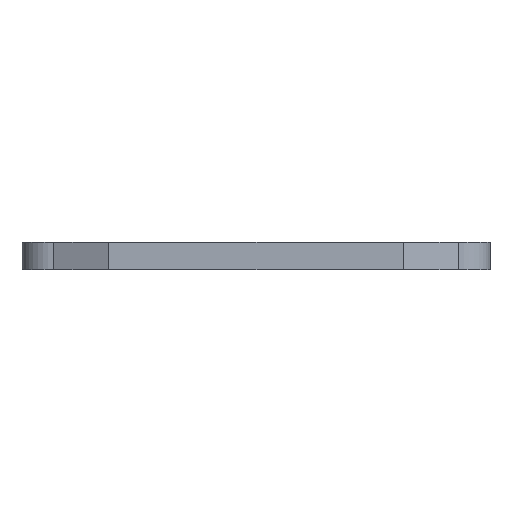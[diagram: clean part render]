
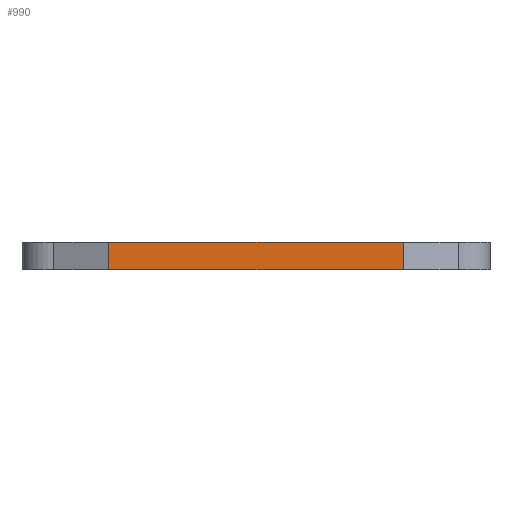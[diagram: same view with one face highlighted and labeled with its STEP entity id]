
A CAD part, left-side view. The second image highlights one B-rep face of the part: STEP entity #990.
In plain terms, the highlighted planar face has unit normal (-1, 0, 0).
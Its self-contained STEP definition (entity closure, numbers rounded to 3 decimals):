
#63=FACE_OUTER_BOUND('',#127,.T.);
#127=EDGE_LOOP('',(#811,#812,#813,#814));
#198=LINE('',#1417,#306);
#230=LINE('',#1522,#338);
#273=LINE('',#1629,#381);
#274=LINE('',#1631,#382);
#306=VECTOR('',#1133,1.);
#338=VECTOR('',#1213,1.);
#381=VECTOR('',#1310,1.);
#382=VECTOR('',#1313,1.);
#417=VERTEX_POINT('',#1414);
#418=VERTEX_POINT('',#1416);
#466=VERTEX_POINT('',#1519);
#467=VERTEX_POINT('',#1521);
#516=EDGE_CURVE('',#418,#417,#198,.T.);
#567=EDGE_CURVE('',#467,#466,#230,.T.);
#623=EDGE_CURVE('',#417,#467,#273,.T.);
#624=EDGE_CURVE('',#418,#466,#274,.T.);
#811=ORIENTED_EDGE('',*,*,#567,.T.);
#812=ORIENTED_EDGE('',*,*,#624,.F.);
#813=ORIENTED_EDGE('',*,*,#516,.T.);
#814=ORIENTED_EDGE('',*,*,#623,.T.);
#952=PLANE('',#1087);
#990=ADVANCED_FACE('',(#63),#952,.T.);
#1087=AXIS2_PLACEMENT_3D('',#1630,#1311,#1312);
#1133=DIRECTION('',(0.,-1.,0.));
#1213=DIRECTION('',(0.,1.,0.));
#1310=DIRECTION('',(0.,0.,1.));
#1311=DIRECTION('center_axis',(-1.,0.,0.));
#1312=DIRECTION('ref_axis',(0.,-1.,0.));
#1313=DIRECTION('',(0.,0.,1.));
#1414=CARTESIAN_POINT('',(447.637,-995.336,4185.267));
#1416=CARTESIAN_POINT('',(447.637,-958.156,4185.267));
#1417=CARTESIAN_POINT('',(447.637,-967.451,4185.267));
#1519=CARTESIAN_POINT('',(447.637,-958.156,4188.767));
#1521=CARTESIAN_POINT('',(447.637,-995.336,4188.767));
#1522=CARTESIAN_POINT('',(447.637,-967.451,4188.767));
#1629=CARTESIAN_POINT('',(447.637,-995.336,4184.267));
#1630=CARTESIAN_POINT('Origin',(447.637,-958.156,4184.267));
#1631=CARTESIAN_POINT('',(447.637,-958.156,4184.267));
